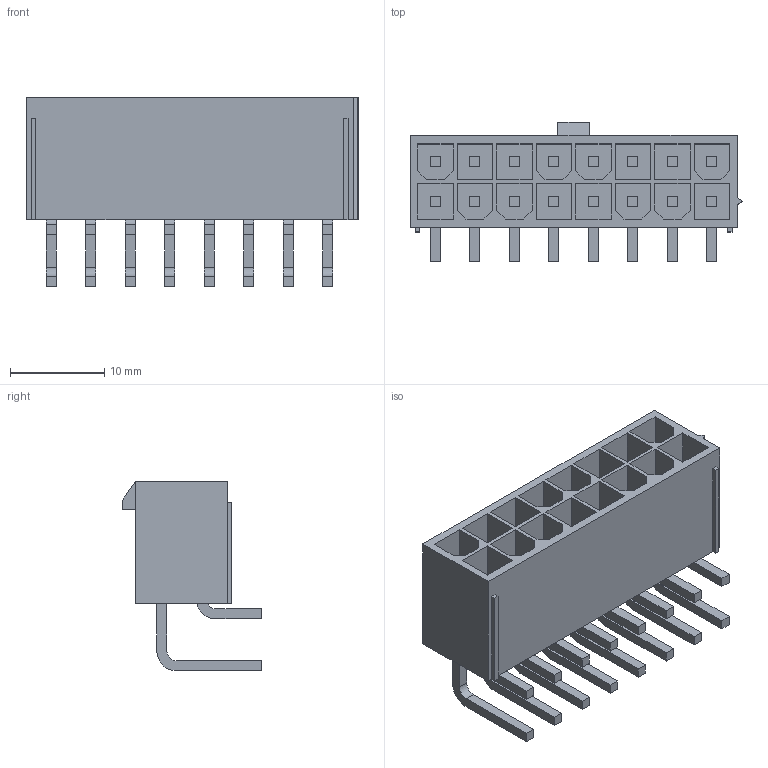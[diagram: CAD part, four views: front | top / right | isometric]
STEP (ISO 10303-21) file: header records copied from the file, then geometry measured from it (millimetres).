
FILE_DESCRIPTION((''),'2;1');
FILE_NAME('C-1-1586041-6','2008-12-05T',('workeradm'),('Tyco Electronics Corporation'),'PRO/ENGINEER BY PARAMETRIC TECHNOLOGY CORPORATION, 2005450','PRO/ENGINEER BY PARAMETRIC TECHNOLOGY CORPORATION, 2005450','');
FILE_SCHEMA(('CONFIG_CONTROL_DESIGN', 'GEOMETRIC_VALIDATION_PROPERTIES_MIM'));
Length unit declared in the file: millimetre
Products named in the file (1): C-1-1586041-6
Bounding box: 35.3 x 14.8 x 20.14 mm (x, y, z)
Volume: 2679.8 mm3; surface area: 5328.8 mm2
Topology: 1 solids, 1 shells, 327 faces, 829 edges, 552 vertices
Faces by surface type: plane 294, cylinder 33
Entity records: 9822 total; most frequent: CARTESIAN_POINT 1709, ORIENTED_EDGE 1658, DIRECTION 1549, EDGE_CURVE 829, VECTOR 763, LINE 763, VERTEX_POINT 552, AXIS2_PLACEMENT_3D 393
